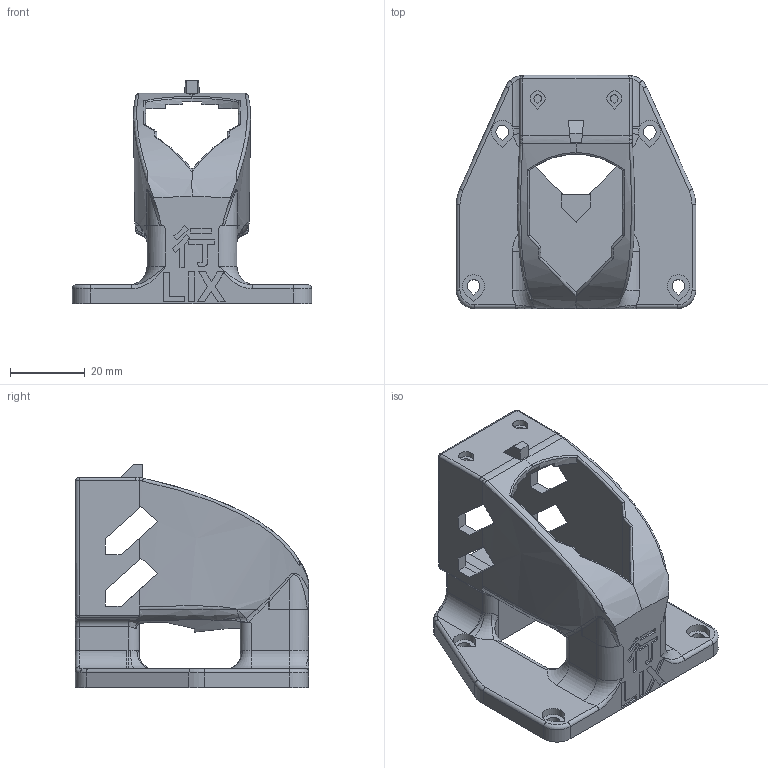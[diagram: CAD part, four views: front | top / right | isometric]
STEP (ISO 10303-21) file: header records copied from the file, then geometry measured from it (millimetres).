
FILE_DESCRIPTION(/* description */ (''),/* implementation_level */ '2;1');
FILE_NAME(/* name */ 'Gimbal_Base_new.step',/* time_stamp */ '2025-09-20T13:22:09+02:00',/* author */ (''),/* organization */ (''),/* preprocessor_version */ 'ST-DEVELOPER v20.1',/* originating_system */ 'Autodesk Translation Framework v14.17.0.0',/* authorisation */ '');
FILE_SCHEMA (('AUTOMOTIVE_DESIGN { 1 0 10303 214 3 1 1 }'));
Length unit declared in the file: millimetre
Products named in the file (1): Wrist_Roll_Pitch_SO101
Bounding box: 64 x 62.32 x 59.7 mm (x, y, z)
Volume: 41534.2 mm3; surface area: 20417.4 mm2
Topology: 1 solids, 1 shells, 345 faces, 953 edges, 601 vertices
Faces by surface type: plane 176, bspline 85, cylinder 64, torus 20
Entity records: 16396 total; most frequent: CARTESIAN_POINT 8131, ORIENTED_EDGE 1888, DIRECTION 1466, EDGE_CURVE 944, VERTEX_POINT 601, LINE 518, VECTOR 518, AXIS2_PLACEMENT_3D 474
